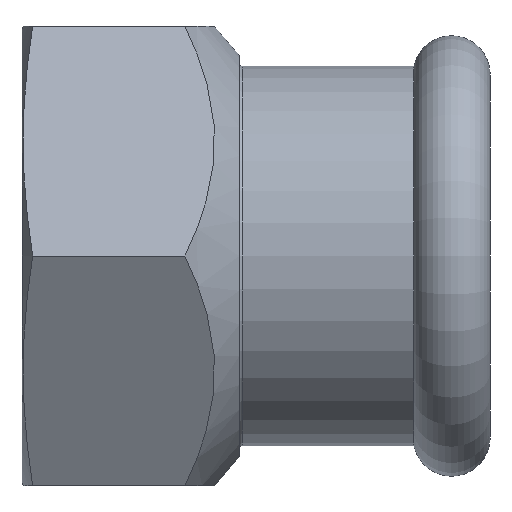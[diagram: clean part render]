
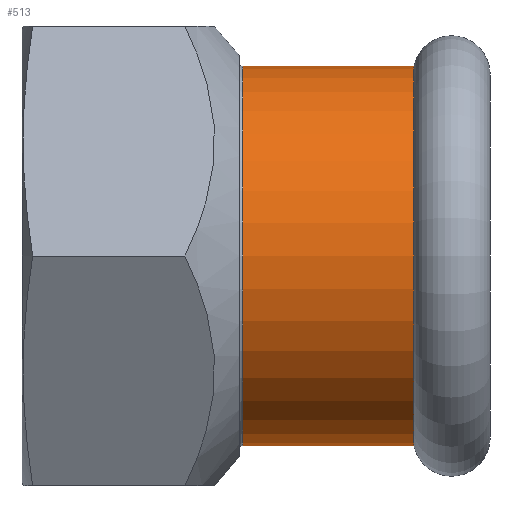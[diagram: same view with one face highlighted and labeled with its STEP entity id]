
A CAD part, left-side view. The second image highlights one B-rep face of the part: STEP entity #513.
In plain terms, the highlighted cylindrical face has radius 22.7 mm (diameter 45.4 mm), a full revolution.
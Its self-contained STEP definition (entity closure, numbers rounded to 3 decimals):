
#56=LINE('',#888,#75);
#75=VECTOR('',#736,22.7);
#91=CYLINDRICAL_SURFACE('',#599,22.7);
#108=FACE_OUTER_BOUND('',#141,.T.);
#141=EDGE_LOOP('',(#403,#404,#405,#406,#407,#408));
#156=CIRCLE('',#549,22.7);
#157=CIRCLE('',#550,22.7);
#189=CIRCLE('',#594,22.7);
#190=CIRCLE('',#595,22.7);
#202=VERTEX_POINT('',#796);
#203=VERTEX_POINT('',#797);
#232=VERTEX_POINT('',#877);
#233=VERTEX_POINT('',#879);
#256=EDGE_CURVE('',#202,#203,#156,.T.);
#257=EDGE_CURVE('',#203,#202,#157,.T.);
#296=EDGE_CURVE('',#232,#233,#189,.T.);
#297=EDGE_CURVE('',#233,#232,#190,.T.);
#300=EDGE_CURVE('',#233,#203,#56,.T.);
#403=ORIENTED_EDGE('',*,*,#296,.F.);
#404=ORIENTED_EDGE('',*,*,#297,.F.);
#405=ORIENTED_EDGE('',*,*,#300,.T.);
#406=ORIENTED_EDGE('',*,*,#257,.T.);
#407=ORIENTED_EDGE('',*,*,#256,.T.);
#408=ORIENTED_EDGE('',*,*,#300,.F.);
#513=ADVANCED_FACE('',(#108),#91,.T.);
#549=AXIS2_PLACEMENT_3D('',#798,#627,#628);
#550=AXIS2_PLACEMENT_3D('',#799,#629,#630);
#594=AXIS2_PLACEMENT_3D('',#880,#724,#725);
#595=AXIS2_PLACEMENT_3D('',#881,#726,#727);
#599=AXIS2_PLACEMENT_3D('',#887,#734,#735);
#627=DIRECTION('center_axis',(0.,1.,0.));
#628=DIRECTION('ref_axis',(0.,0.,1.));
#629=DIRECTION('center_axis',(0.,1.,0.));
#630=DIRECTION('ref_axis',(0.,0.,1.));
#724=DIRECTION('center_axis',(0.,1.,0.));
#725=DIRECTION('ref_axis',(0.,0.,-1.));
#726=DIRECTION('center_axis',(0.,1.,0.));
#727=DIRECTION('ref_axis',(0.,0.,-1.));
#734=DIRECTION('center_axis',(0.,1.,0.));
#735=DIRECTION('ref_axis',(0.,0.,1.));
#736=DIRECTION('',(0.,-1.,0.));
#796=CARTESIAN_POINT('',(0.,9.116,22.7));
#797=CARTESIAN_POINT('',(0.,9.116,-22.7));
#798=CARTESIAN_POINT('Origin',(0.,9.116,0.));
#799=CARTESIAN_POINT('Origin',(0.,9.116,0.));
#877=CARTESIAN_POINT('',(0.,29.6,22.7));
#879=CARTESIAN_POINT('',(0.,29.6,-22.7));
#880=CARTESIAN_POINT('Origin',(0.,29.6,0.));
#881=CARTESIAN_POINT('Origin',(0.,29.6,0.));
#887=CARTESIAN_POINT('Origin',(0.,20.058,0.));
#888=CARTESIAN_POINT('',(0.,20.058,-22.7));
